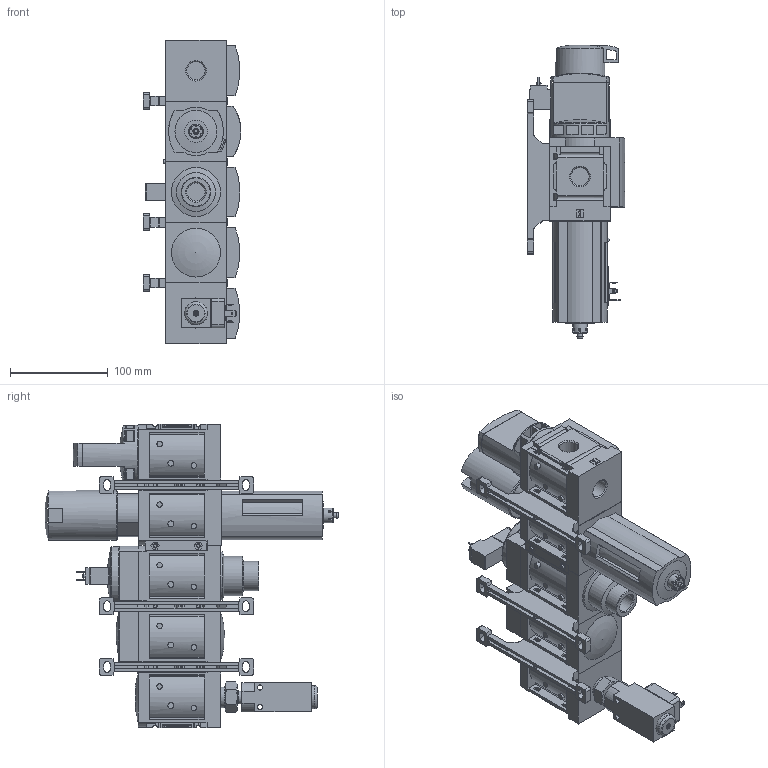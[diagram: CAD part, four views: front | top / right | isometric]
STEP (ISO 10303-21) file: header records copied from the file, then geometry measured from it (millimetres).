
FILE_DESCRIPTION(/* description */ ('STEP AP214'),/* implementation_level */ '2;1');
FILE_NAME(/* name */ '542269_MSB6-1_2_C3J1D1A1F3-WP',/* time_stamp */ '2024-09-11T18:27:22+02:00',/* author */ ('License CC BY-ND 4.0'),/* organization */ ('CADENAS'),/* preprocessor_version */ 'ST-DEVELOPER v19.3',/* originating_system */ 'PARTsolutions',/* authorisation */ ' ');
FILE_SCHEMA (('AUTOMOTIVE_DESIGN {1 0 10303 214 3 1 1}'));
Length unit declared in the file: millimetre
Products named in the file (12): 542269 MSB6-1/2:C3J1D1A1F3-WP; 541279 MS6-EM1-1/21D; 526490 MS6-LFR-1/2-D7-ERM-AS1D; KOND MS6-1-1; 8134994 MS6-MV-B---(0_p); 532195 MS6-WP---(w); 527682 MS6-EE-1/2-V241D; 5206604 MS6-MV-B---(0_p); 527684 MS6-DL-1/21D; 527676 MS6-FRM-1/2-Y1P1; 534153 ESK-1/4-1/2; 175250 PEV-1/4-B-OD
Assembly tree (16 placements, depth 2):
  542269 MSB6-1/2:C3J1D1A1F3-WP
    541279 MS6-EM1-1/21D
    526490 MS6-LFR-1/2-D7-ERM-AS1D
    KOND MS6-1-1
    8134994 MS6-MV-B---(0_p)  x4
    532195 MS6-WP---(w)  x3
    527682 MS6-EE-1/2-V241D
    5206604 MS6-MV-B---(0_p)
    527684 MS6-DL-1/21D
    527676 MS6-FRM-1/2-Y1P1
    534153 ESK-1/4-1/2
    175250 PEV-1/4-B-OD
Bounding box: 100.1 x 300.3 x 310 mm (x, y, z)
Volume: 2541022.6 mm3; surface area: 347060.2 mm2
Topology: 16 solids, 16 shells, 2247 faces, 6054 edges, 3960 vertices
Faces by surface type: plane 1570, cylinder 517, cone 116, torus 34, sphere 10
Full cylindrical faces by diameter (mm): 1.65 x4, 2.013 x1, 2.459 x1, 2.5 x1, 3.242 x8, 3.4 x8, 3.8 x2, 4 x8, 4.5 x2, 4.6 x8, 5 x3, 5.3 x2, 5.5 x12, 5.6 x1, 5.8 x2, 6 x4, 7 x1, 7.6 x8, 7.8 x8, 9.4 x1, 10 x1, 11.445 x1, 13.482 x1, 13.86 x1, 15 x1, 18.631 x14, 21.352 x1, 26 x1, 29 x1, 30 x1
Entity records: 67119 total; most frequent: CARTESIAN_POINT 10611, ORIENTED_EDGE 9504, DIRECTION 9321, EDGE_CURVE 4752, LINE 3513, VECTOR 3513, VERTEX_POINT 3200, AXIS2_PLACEMENT_3D 2904
